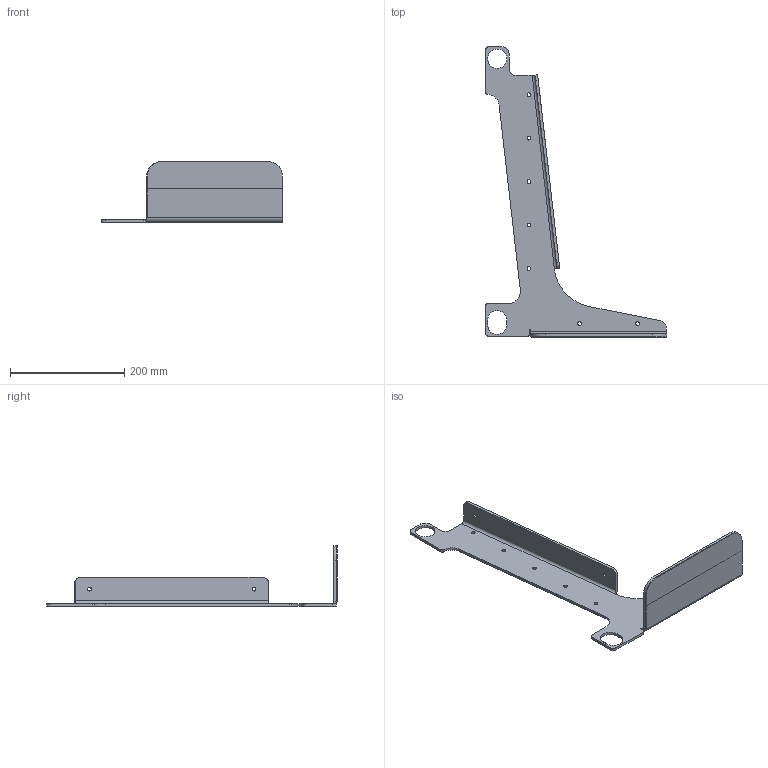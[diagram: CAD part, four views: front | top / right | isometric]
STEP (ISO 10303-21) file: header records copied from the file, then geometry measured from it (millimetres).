
FILE_DESCRIPTION (( 'STEP AP214' ), '1' );
FILE_NAME ('am-2810a.STEP', '2021-04-22T15:58:11', ( '' ), ( '' ), 'SwSTEP 2.0', 'SolidWorks 2019', '' );
FILE_SCHEMA (( 'AUTOMOTIVE_DESIGN' ));
Length unit declared in the file: millimetre
Products named in the file (4): 2in Wide 10in Long Adhesive Hook with Curve; am-2810a; 2in Wide 10in Long Adhesive Hook; am-2810 Outrigger
Assembly tree (3 placements, depth 2):
  am-2810a
    am-2810 Outrigger
    2in Wide 10in Long Adhesive Hook
    2in Wide 10in Long Adhesive Hook with Curve
Bounding box: 317.5 x 509.52 x 106.36 mm (x, y, z)
Volume: 433317.8 mm3; surface area: 226080.8 mm2
Topology: 3 solids, 3 shells, 90 faces, 236 edges, 152 vertices
Faces by surface type: cylinder 50, plane 40
Entity records: 2990 total; most frequent: DIRECTION 528, CARTESIAN_POINT 484, ORIENTED_EDGE 472, EDGE_CURVE 236, AXIS2_PLACEMENT_3D 196, VERTEX_POINT 152, VECTOR 136, LINE 136
